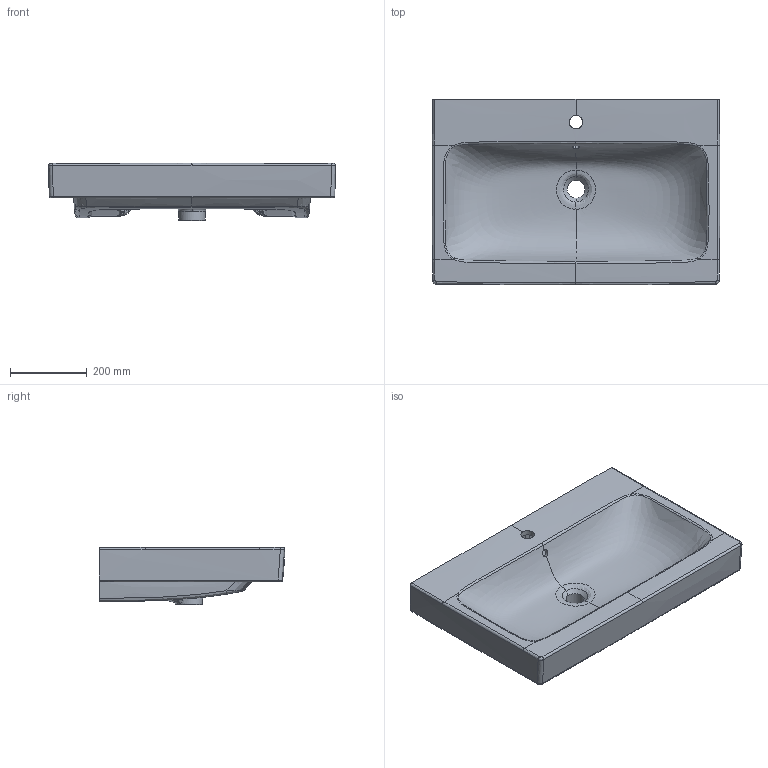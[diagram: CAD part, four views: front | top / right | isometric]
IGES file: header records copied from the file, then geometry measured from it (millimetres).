
Global section: file name: 124075600; native system: Autodesk Inventor 2018; preprocessor: unknown; author: JANAN; date: 20210106.145306; units: millimetre
Bounding box: 749.57 x 484.84 x 150.56 mm (x, y, z)
Volume: 20234382.1 mm3; surface area: 1183005.6 mm2
Topology: 1 solids, 1 shells, 275 faces, 686 edges, 414 vertices
Faces by surface type: bspline 275
